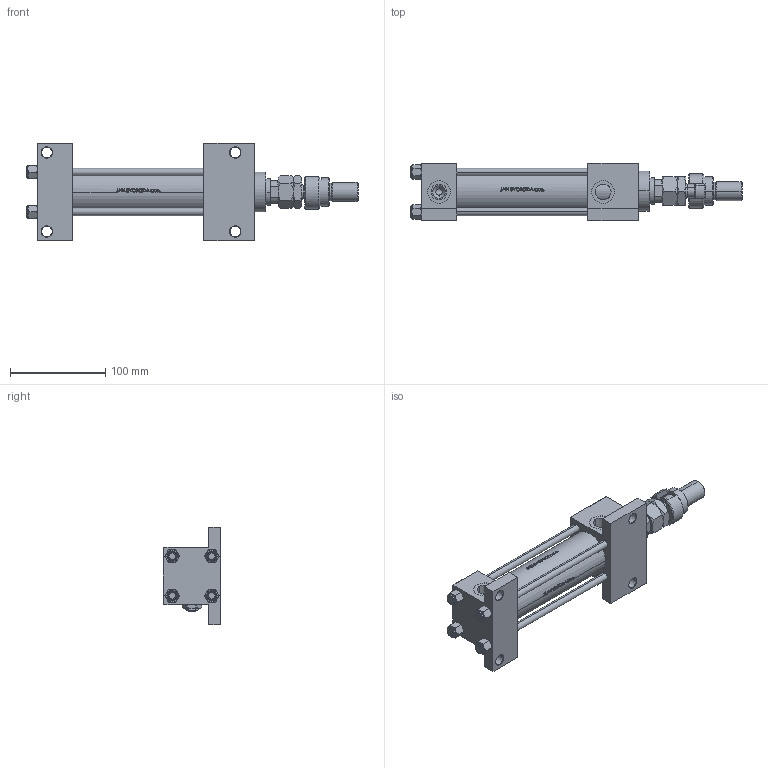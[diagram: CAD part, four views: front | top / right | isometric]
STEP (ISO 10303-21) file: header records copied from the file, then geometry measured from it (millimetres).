
FILE_DESCRIPTION (( 'STEP AP203' ), '1' );
FILE_NAME ('4084.STEP', '2023-08-23T11:22:24', ( '' ), ( '' ), 'SwSTEP 2.0', 'SolidWorks 2019', '' );
FILE_SCHEMA (( 'CONFIG_CONTROL_DESIGN' ));
Length unit declared in the file: millimetre
Products named in the file (10): V215CR_VCP_G 3b009c2fbc99dc4dc780d4ff00cf3af5; 4084; NUT_M5_G 3b009c2fbc99dc4dc780d4ff00cf3af5; FEMALE_PART_FOR_DFA 3b009c2fbc99dc4dc780d4ff00cf3af5; Zatka_pro_OIL_PORT 3b009c2fbc99dc4dc780d4ff00cf3af5; MFA 3b009c2fbc99dc4dc780d4ff00cf3af5; V215CR_G_Body 3b009c2fbc99dc4dc780d4ff00cf3af5; V215_VC_A 3b009c2fbc99dc4dc780d4ff00cf3af5; V215CR_G_TYCINKA 3b009c2fbc99dc4dc780d4ff00cf3af5; DFA 3b009c2fbc99dc4dc780d4ff00cf3af5
Assembly tree (15 placements, depth 3):
  4084
    V215CR_G_Body 3b009c2fbc99dc4dc780d4ff00cf3af5
    V215CR_VCP_G 3b009c2fbc99dc4dc780d4ff00cf3af5
    V215CR_G_TYCINKA 3b009c2fbc99dc4dc780d4ff00cf3af5  x4
    NUT_M5_G 3b009c2fbc99dc4dc780d4ff00cf3af5  x4
    V215_VC_A 3b009c2fbc99dc4dc780d4ff00cf3af5
    DFA 3b009c2fbc99dc4dc780d4ff00cf3af5
      FEMALE_PART_FOR_DFA 3b009c2fbc99dc4dc780d4ff00cf3af5
      MFA 3b009c2fbc99dc4dc780d4ff00cf3af5
    Zatka_pro_OIL_PORT 3b009c2fbc99dc4dc780d4ff00cf3af5
Bounding box: 349 x 60 x 103 mm (x, y, z)
Volume: 616557 mm3; surface area: 171463.3 mm2
Topology: 14 solids, 14 shells, 1220 faces, 3050 edges, 1943 vertices
Faces by surface type: plane 483, bspline 380, cone 204, cylinder 141, torus 12
Entity records: 52078 total; most frequent: CARTESIAN_POINT 27241, ORIENTED_EDGE 5592, DIRECTION 3616, EDGE_CURVE 2796, VERTEX_POINT 1799, LINE 1392, VECTOR 1392, EDGE_LOOP 1207
